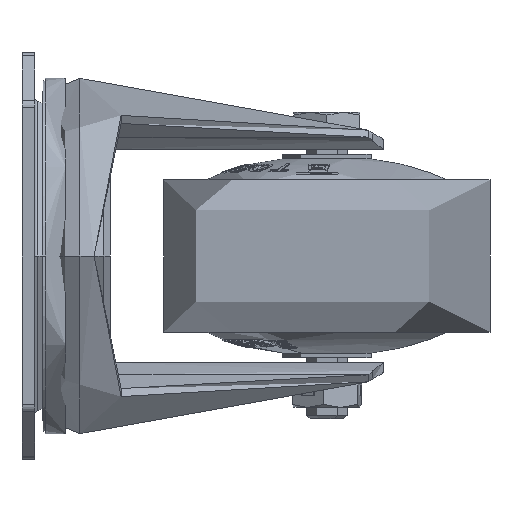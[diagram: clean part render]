
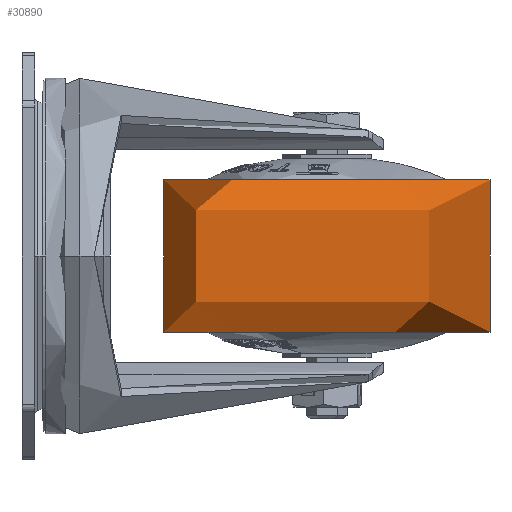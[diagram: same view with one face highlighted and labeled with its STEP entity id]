
A CAD part, left-side view. The second image highlights one B-rep face of the part: STEP entity #30890.
In plain terms, the highlighted free-form (B-spline) face has degree [3, 3] with [4, 4] control points.
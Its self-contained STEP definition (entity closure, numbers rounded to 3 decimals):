
#508 = EDGE_LOOP ( 'NONE', ( #2974, #3307, #17669, #21298 ) ) ;
#635 = CIRCLE ( 'NONE', #7721, 32.25 ) ;
#1927 = EDGE_CURVE ( 'NONE', #42933, #13045, #31439, .T. ) ;
#2974 = ORIENTED_EDGE ( 'NONE', *, *, #13181, .F. ) ;
#3292 = FACE_OUTER_BOUND ( 'NONE', #508, .T. ) ;
#3307 = ORIENTED_EDGE ( 'NONE', *, *, #23948, .T. ) ;
#3942 = CARTESIAN_POINT ( 'NONE',  ( 33.592, -107.546, 15. ) ) ;
#4609 = CARTESIAN_POINT ( 'NONE',  ( 35.023, -92.112, -15. ) ) ;
#4754 = CIRCLE ( 'NONE', #21056, 32.25 ) ;
#5437 = CARTESIAN_POINT ( 'NONE',  ( 33.592, -107.546, 15. ) ) ;
#7721 = AXIS2_PLACEMENT_3D ( 'NONE', #14502, #18321, #14945 ) ;
#7737 = CARTESIAN_POINT ( 'NONE',  ( -52.684, -3.638, 15. ) ) ;
#8338 =( BOUNDED_SURFACE ( )  B_SPLINE_SURFACE ( 3, 3, ( 
 ( #34286, #35187, #41752, #41080 ),
 ( #3942, #8418, #7737, #28552 ),
 ( #37797, #11512, #10861, #31397 ),
 ( #4609, #24825, #11294, #14358 ) ),
 .UNSPECIFIED., .F., .F., .F. ) 
 B_SPLINE_SURFACE_WITH_KNOTS ( ( 4, 4 ),
 ( 4, 4 ),
 ( 0., 1. ),
 ( 0., 1. ),
 .UNSPECIFIED. ) 
 GEOMETRIC_REPRESENTATION_ITEM ( )  RATIONAL_B_SPLINE_SURFACE ( (
 ( 1., 0.333, 0.333, 1.),
 ( 0.333, 0.111, 0.111, 0.333),
 ( 0.333, 0.111, 0.111, 0.333),
 ( 1., 0.333, 0.333, 1.) ) ) 
 REPRESENTATION_ITEM ( '' )  SURFACE ( )  );
#8418 = CARTESIAN_POINT ( 'NONE',  ( -61.5, -98.73, 15. ) ) ;
#8898 = CARTESIAN_POINT ( 'NONE',  ( 42.408, -12.454, -15. ) ) ;
#9546 = CARTESIAN_POINT ( 'NONE',  ( 40.977, -27.888, -15. ) ) ;
#10861 = CARTESIAN_POINT ( 'NONE',  ( -52.684, -3.638, -15. ) ) ;
#11294 = CARTESIAN_POINT ( 'NONE',  ( -23.247, -21.933, -15. ) ) ;
#11512 = CARTESIAN_POINT ( 'NONE',  ( -61.5, -98.73, -15. ) ) ;
#11942 = DIRECTION ( 'NONE',  ( 0.092, 0.996, 0. ) ) ;
#12120 = CARTESIAN_POINT ( 'NONE',  ( 35.023, -92.112, 15. ) ) ;
#13045 = VERTEX_POINT ( 'NONE', #34249 ) ;
#13181 = EDGE_CURVE ( 'NONE', #34805, #19070, #41866, .T. ) ;
#14358 = CARTESIAN_POINT ( 'NONE',  ( 40.977, -27.888, -15. ) ) ;
#14502 = CARTESIAN_POINT ( 'NONE',  ( 38., -60., -15. ) ) ;
#14539 = CARTESIAN_POINT ( 'NONE',  ( 35.023, -92.112, -15. ) ) ;
#14945 = DIRECTION ( 'NONE',  ( 0.092, 0.996, 0. ) ) ;
#15245 = DIRECTION ( 'NONE',  ( 0., 0., -1. ) ) ;
#17669 = ORIENTED_EDGE ( 'NONE', *, *, #1927, .T. ) ;
#17945 = EDGE_CURVE ( 'NONE', #19070, #13045, #635, .T. ) ;
#18321 = DIRECTION ( 'NONE',  ( 0., 0., -1. ) ) ;
#19070 = VERTEX_POINT ( 'NONE', #27072 ) ;
#21056 = AXIS2_PLACEMENT_3D ( 'NONE', #42172, #15245, #11942 ) ;
#21298 = ORIENTED_EDGE ( 'NONE', *, *, #17945, .F. ) ;
#23948 = EDGE_CURVE ( 'NONE', #34805, #42933, #4754, .T. ) ;
#24456 = CARTESIAN_POINT ( 'NONE',  ( 35.023, -92.112, 15. ) ) ;
#24825 = CARTESIAN_POINT ( 'NONE',  ( -29.202, -86.158, -15. ) ) ;
#27072 = CARTESIAN_POINT ( 'NONE',  ( 35.023, -92.112, -15. ) ) ;
#28552 = CARTESIAN_POINT ( 'NONE',  ( 42.408, -12.454, 15. ) ) ;
#29248 = CARTESIAN_POINT ( 'NONE',  ( 42.408, -12.454, 15. ) ) ;
#29330 = CARTESIAN_POINT ( 'NONE',  ( 40.977, -27.888, 15. ) ) ;
#30890 = ADVANCED_FACE ( 'NONE', ( #3292 ), #8338, .F. ) ;
#31397 = CARTESIAN_POINT ( 'NONE',  ( 42.408, -12.454, -15. ) ) ;
#31439 =( BOUNDED_CURVE ( )  B_SPLINE_CURVE ( 3, ( #38927, #29248, #8898, #9546 ),
 .UNSPECIFIED., .F., .F. ) 
 B_SPLINE_CURVE_WITH_KNOTS ( ( 4, 4 ),
 ( 0., 3.142 ),
 .UNSPECIFIED. ) 
 CURVE ( )  GEOMETRIC_REPRESENTATION_ITEM ( )  RATIONAL_B_SPLINE_CURVE ( ( 1., 0.333, 0.333, 1. ) ) 
 REPRESENTATION_ITEM ( '' )  );
#34249 = CARTESIAN_POINT ( 'NONE',  ( 40.977, -27.888, -15. ) ) ;
#34286 = CARTESIAN_POINT ( 'NONE',  ( 35.023, -92.112, 15. ) ) ;
#34805 = VERTEX_POINT ( 'NONE', #24456 ) ;
#35187 = CARTESIAN_POINT ( 'NONE',  ( -29.202, -86.158, 15. ) ) ;
#35773 = CARTESIAN_POINT ( 'NONE',  ( 33.592, -107.546, -15. ) ) ;
#37797 = CARTESIAN_POINT ( 'NONE',  ( 33.592, -107.546, -15. ) ) ;
#38927 = CARTESIAN_POINT ( 'NONE',  ( 40.977, -27.888, 15. ) ) ;
#41080 = CARTESIAN_POINT ( 'NONE',  ( 40.977, -27.888, 15. ) ) ;
#41752 = CARTESIAN_POINT ( 'NONE',  ( -23.247, -21.933, 15. ) ) ;
#41866 =( BOUNDED_CURVE ( )  B_SPLINE_CURVE ( 3, ( #12120, #5437, #35773, #14539 ),
 .UNSPECIFIED., .F., .F. ) 
 B_SPLINE_CURVE_WITH_KNOTS ( ( 4, 4 ),
 ( 0., 3.142 ),
 .UNSPECIFIED. ) 
 CURVE ( )  GEOMETRIC_REPRESENTATION_ITEM ( )  RATIONAL_B_SPLINE_CURVE ( ( 1., 0.333, 0.333, 1. ) ) 
 REPRESENTATION_ITEM ( '' )  );
#42172 = CARTESIAN_POINT ( 'NONE',  ( 38., -60., 15. ) ) ;
#42933 = VERTEX_POINT ( 'NONE', #29330 ) ;
